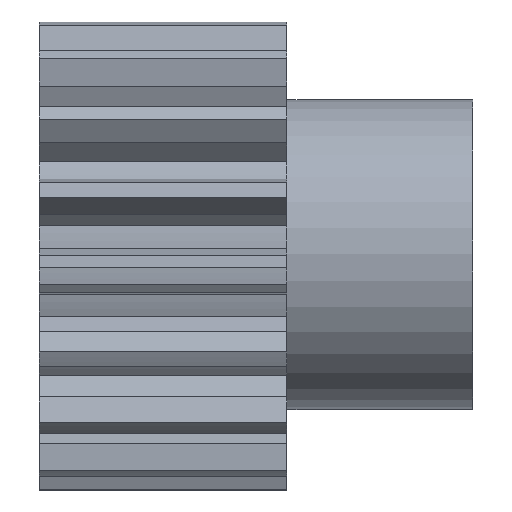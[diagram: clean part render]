
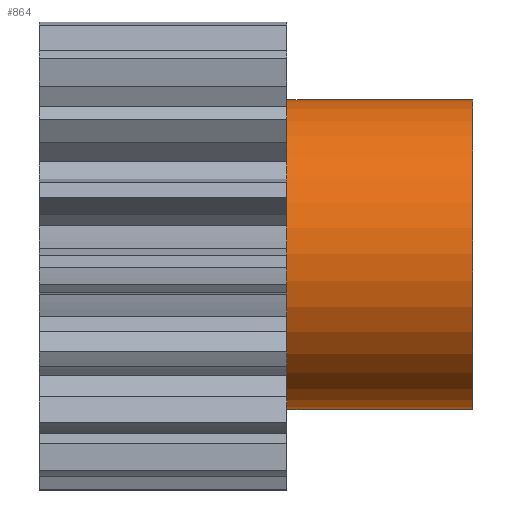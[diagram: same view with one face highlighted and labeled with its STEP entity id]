
A CAD part, top view. The second image highlights one B-rep face of the part: STEP entity #864.
In plain terms, the highlighted cylindrical face has radius 12.5 mm (diameter 25 mm), a partial arc.
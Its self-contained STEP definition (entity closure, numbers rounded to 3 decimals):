
#864 = ADVANCED_FACE( '', ( #2180 ), #2181, .T. );
#914 = VERTEX_POINT( '', #2239 );
#984 = VERTEX_POINT( '', #2317 );
#1008 = VERTEX_POINT( '', #2344 );
#1116 = EDGE_CURVE( '', #1008, #914, #2463, .T. );
#1256 = VERTEX_POINT( '', #2618 );
#1500 = EDGE_CURVE( '', #984, #914, #2880, .T. );
#1606 = EDGE_CURVE( '', #1256, #1008, #2992, .T. );
#1894 = EDGE_CURVE( '', #984, #1256, #3296, .T. );
#2180 = FACE_OUTER_BOUND( '', #3669, .T. );
#2181 = CYLINDRICAL_SURFACE( '', #3670, 12.5 );
#2239 = CARTESIAN_POINT( '', ( 10., 12.5, 0. ) );
#2317 = CARTESIAN_POINT( '', ( 10., -12.5, 0. ) );
#2344 = CARTESIAN_POINT( '', ( 25., 12.5, 0. ) );
#2463 = LINE( '', #4051, #4052 );
#2618 = CARTESIAN_POINT( '', ( 25., -12.5, 0. ) );
#2880 = CIRCLE( '', #4635, 12.5 );
#2992 = CIRCLE( '', #4795, 12.5 );
#3296 = LINE( '', #5239, #5240 );
#3669 = EDGE_LOOP( '', ( #5548, #5549, #5550, #5551 ) );
#3670 = AXIS2_PLACEMENT_3D( '', #5552, #5553, #5554 );
#4051 = CARTESIAN_POINT( '', ( 17.5, 12.5, 0. ) );
#4052 = VECTOR( '', #5865, 1. );
#4635 = AXIS2_PLACEMENT_3D( '', #6362, #6363, #6364 );
#4795 = AXIS2_PLACEMENT_3D( '', #6454, #6455, #6456 );
#5239 = CARTESIAN_POINT( '', ( 17.5, -12.5, 0. ) );
#5240 = VECTOR( '', #6789, 1. );
#5548 = ORIENTED_EDGE( '', *, *, #1116, .T. );
#5549 = ORIENTED_EDGE( '', *, *, #1500, .F. );
#5550 = ORIENTED_EDGE( '', *, *, #1894, .T. );
#5551 = ORIENTED_EDGE( '', *, *, #1606, .T. );
#5552 = CARTESIAN_POINT( '', ( 17.5, 0., 0. ) );
#5553 = DIRECTION( '', ( 1., 0., 0. ) );
#5554 = DIRECTION( '', ( 0., 1., 0. ) );
#5865 = DIRECTION( '', ( -1., 0., 0. ) );
#6362 = CARTESIAN_POINT( '', ( 10., 0., 0. ) );
#6363 = DIRECTION( '', ( -1., 0., 0. ) );
#6364 = DIRECTION( '', ( 0., 1., 0. ) );
#6454 = CARTESIAN_POINT( '', ( 25., 0., 0. ) );
#6455 = DIRECTION( '', ( -1., 0., 0. ) );
#6456 = DIRECTION( '', ( 0., 1., 0. ) );
#6789 = DIRECTION( '', ( 1., 0., 0. ) );
